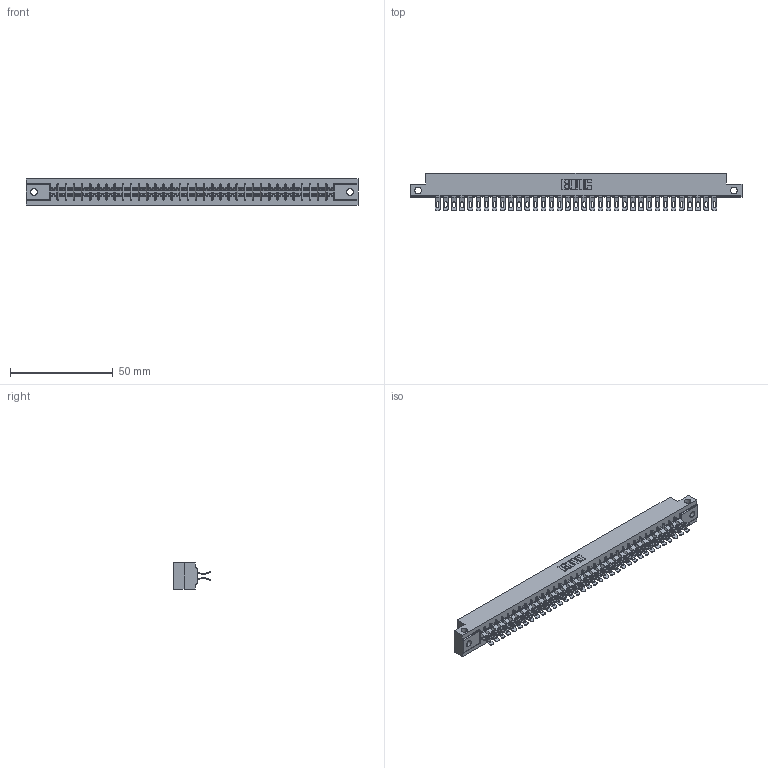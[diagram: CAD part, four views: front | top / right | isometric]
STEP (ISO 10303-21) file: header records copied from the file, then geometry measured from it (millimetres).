
FILE_DESCRIPTION (( 'STEP AP203' ), '1' );
FILE_NAME ('305-070-555-512.STEP', '2020-09-20T00:15:34', ( '' ), ( '' ), 'SwSTEP 2.0', 'SolidWorks 2020', '' );
FILE_SCHEMA (( 'CONFIG_CONTROL_DESIGN' ));
Length unit declared in the file: inch
Products named in the file (3): 305-070-555-512; 305-290-001_555; 305 Part_.128 Dia
Assembly tree (71 placements, depth 2):
  305-070-555-512
    305 Part_.128 Dia
    305-290-001_555  x70
Bounding box: 161.7 x 18.41 x 12.7 mm (x, y, z)
Volume: 16347.5 mm3; surface area: 22811.6 mm2
Topology: 71 solids, 71 shells, 4748 faces, 14177 edges, 9258 vertices
Faces by surface type: plane 2308, cylinder 2300, sphere 140
Entity records: 39778 total; most frequent: CARTESIAN_POINT 6649, ORIENTED_EDGE 6546, DIRECTION 6371, EDGE_CURVE 3273, VECTOR 2603, LINE 2603, VERTEX_POINT 2082, AXIS2_PLACEMENT_3D 1884
